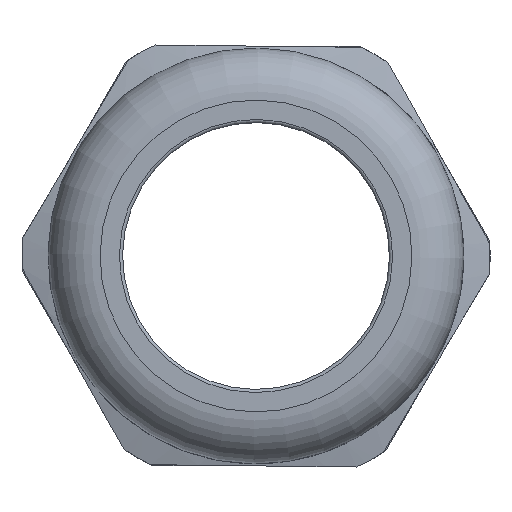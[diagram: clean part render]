
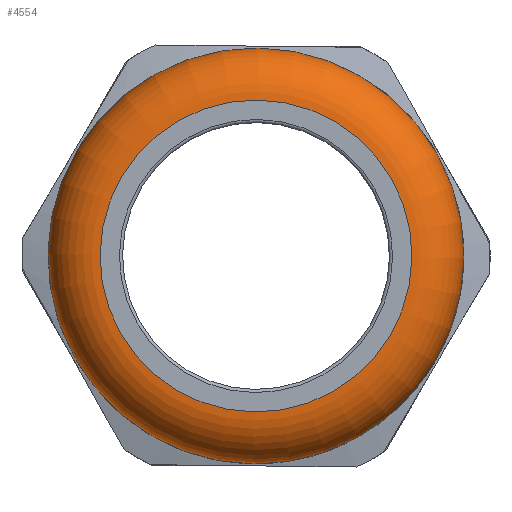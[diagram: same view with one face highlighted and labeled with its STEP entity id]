
A CAD part, left-side view. The second image highlights one B-rep face of the part: STEP entity #4554.
In plain terms, the highlighted toroidal (fillet/blend) face has major radius 14.865 mm and minor radius 4.95 mm.
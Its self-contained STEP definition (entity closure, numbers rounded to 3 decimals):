
#1018=FACE_BOUND('',#1374,.T.);
#1088=FACE_OUTER_BOUND('',#1373,.T.);
#1373=EDGE_LOOP('',(#3235));
#1374=EDGE_LOOP('',(#3236));
#1667=CIRCLE('',#4858,14.865);
#1683=CIRCLE('',#4894,19.815);
#1958=VERTEX_POINT('',#6883);
#1994=VERTEX_POINT('',#8889);
#2430=EDGE_CURVE('',#1958,#1958,#1667,.T.);
#2483=EDGE_CURVE('',#1994,#1994,#1683,.T.);
#3235=ORIENTED_EDGE('',*,*,#2483,.F.);
#3236=ORIENTED_EDGE('',*,*,#2430,.T.);
#4500=TOROIDAL_SURFACE('',#4893,14.865,4.95);
#4554=ADVANCED_FACE('',(#1088,#1018),#4500,.T.);
#4858=AXIS2_PLACEMENT_3D('',#6884,#5446,#5447);
#4893=AXIS2_PLACEMENT_3D('',#8888,#5531,#5532);
#4894=AXIS2_PLACEMENT_3D('',#8890,#5533,#5534);
#5446=DIRECTION('center_axis',(1.,0.,0.));
#5447=DIRECTION('ref_axis',(0.,0.,-1.));
#5531=DIRECTION('center_axis',(1.,0.,0.));
#5532=DIRECTION('ref_axis',(0.,0.,-1.));
#5533=DIRECTION('center_axis',(1.,0.,0.));
#5534=DIRECTION('ref_axis',(0.,0.,-1.));
#6883=CARTESIAN_POINT('',(-24.22,14.865,0.));
#6884=CARTESIAN_POINT('Origin',(-24.22,0.,0.));
#8888=CARTESIAN_POINT('Origin',(-19.27,0.,0.));
#8889=CARTESIAN_POINT('',(-19.27,19.815,0.));
#8890=CARTESIAN_POINT('Origin',(-19.27,0.,0.));
